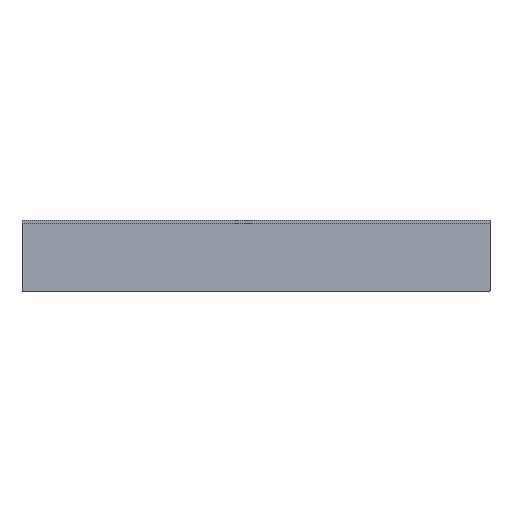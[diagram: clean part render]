
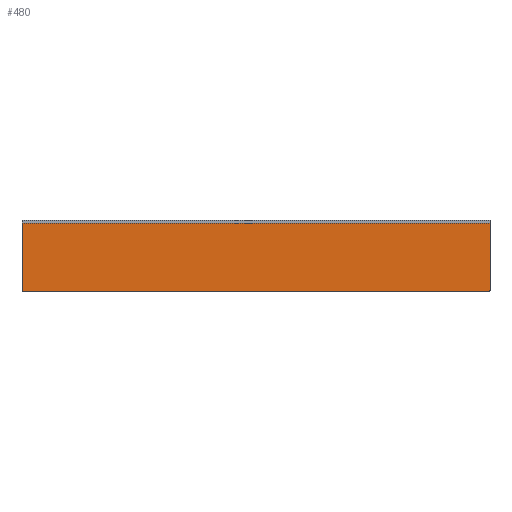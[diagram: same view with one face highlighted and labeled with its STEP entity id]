
A CAD part, top view. The second image highlights one B-rep face of the part: STEP entity #480.
In plain terms, the highlighted planar face has unit normal (0, 0, 1).
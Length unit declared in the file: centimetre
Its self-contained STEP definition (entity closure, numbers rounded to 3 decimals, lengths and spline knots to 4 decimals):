
#83=(
BOUNDED_CURVE()
B_SPLINE_CURVE(2,(#5354,#5355,#5356),.UNSPECIFIED.,.F.,.F.)
B_SPLINE_CURVE_WITH_KNOTS((3,3),(-1.,0.),.UNSPECIFIED.)
CURVE()
GEOMETRIC_REPRESENTATION_ITEM()
RATIONAL_B_SPLINE_CURVE((1.,0.707,1.))
REPRESENTATION_ITEM($)
);
#84=(
BOUNDED_CURVE()
B_SPLINE_CURVE(2,(#5357,#5358,#5359),.UNSPECIFIED.,.F.,.F.)
B_SPLINE_CURVE_WITH_KNOTS((3,3),(0.,1.),.UNSPECIFIED.)
CURVE()
GEOMETRIC_REPRESENTATION_ITEM()
RATIONAL_B_SPLINE_CURVE((1.,0.707,1.))
REPRESENTATION_ITEM($)
);
#480=ADVANCED_FACE($,(#778),#3728,.T.);
#778=FACE_OUTER_BOUND($,#1076,.T.);
#1076=EDGE_LOOP($,(#1622,#1623,#1624,#1625,#1626,#1627));
#1622=ORIENTED_EDGE($,*,*,#2745,.F.);
#1623=ORIENTED_EDGE($,*,*,#2735,.F.);
#1624=ORIENTED_EDGE($,*,*,#2734,.F.);
#1625=ORIENTED_EDGE($,*,*,#2740,.F.);
#1626=ORIENTED_EDGE($,*,*,#2744,.F.);
#1627=ORIENTED_EDGE($,*,*,#2741,.F.);
#2734=EDGE_CURVE($,#3324,#3325,#4032,.T.);
#2735=EDGE_CURVE($,#3325,#3331,#4033,.T.);
#2740=EDGE_CURVE($,#3330,#3324,#4038,.T.);
#2741=EDGE_CURVE($,#3333,#3332,#4039,.T.);
#2744=EDGE_CURVE($,#3332,#3330,#83,.T.);
#2745=EDGE_CURVE($,#3331,#3333,#84,.T.);
#3324=VERTEX_POINT($,#5408);
#3325=VERTEX_POINT($,#5409);
#3330=VERTEX_POINT($,#5414);
#3331=VERTEX_POINT($,#5415);
#3332=VERTEX_POINT($,#5416);
#3333=VERTEX_POINT($,#5417);
#3728=PLANE($,#4454);
#4032=B_SPLINE_CURVE_WITH_KNOTS($,1,(#5332,#5333),.UNSPECIFIED.,.F.,.F.,
(2,2),(0.,240.),.UNSPECIFIED.);
#4033=B_SPLINE_CURVE_WITH_KNOTS($,1,(#5334,#5335),.UNSPECIFIED.,.F.,.F.,
(2,2),(0.,34.4),.UNSPECIFIED.);
#4038=B_SPLINE_CURVE_WITH_KNOTS($,1,(#5344,#5345),.UNSPECIFIED.,.F.,.F.,
(2,2),(0.6,35.),.UNSPECIFIED.);
#4039=B_SPLINE_CURVE_WITH_KNOTS($,1,(#5346,#5347),.UNSPECIFIED.,.F.,.F.,
(2,2),(0.6,239.4),.UNSPECIFIED.);
#4454=AXIS2_PLACEMENT_3D($,#5380,#4685,$);
#4685=DIRECTION($,(0.,0.,1.));
#5332=CARTESIAN_POINT($,(0.,35.,177.5));
#5333=CARTESIAN_POINT($,(240.,35.,177.5));
#5334=CARTESIAN_POINT($,(240.,35.,177.5));
#5335=CARTESIAN_POINT($,(240.,0.6,177.5));
#5344=CARTESIAN_POINT($,(0.,0.6,177.5));
#5345=CARTESIAN_POINT($,(0.,35.,177.5));
#5346=CARTESIAN_POINT($,(239.4,0.,177.5));
#5347=CARTESIAN_POINT($,(0.6,0.,177.5));
#5354=CARTESIAN_POINT($,(0.6,0.,177.5));
#5355=CARTESIAN_POINT($,(0.,0.,177.5));
#5356=CARTESIAN_POINT($,(0.,0.6,177.5));
#5357=CARTESIAN_POINT($,(240.,0.6,177.5));
#5358=CARTESIAN_POINT($,(240.,0.,177.5));
#5359=CARTESIAN_POINT($,(239.4,0.,177.5));
#5380=CARTESIAN_POINT($,(0.,0.,177.5));
#5408=CARTESIAN_POINT($,(0.,35.,177.5));
#5409=CARTESIAN_POINT($,(240.,35.,177.5));
#5414=CARTESIAN_POINT($,(0.,0.6,177.5));
#5415=CARTESIAN_POINT($,(240.,0.6,177.5));
#5416=CARTESIAN_POINT($,(0.6,0.,177.5));
#5417=CARTESIAN_POINT($,(239.4,0.,177.5));
